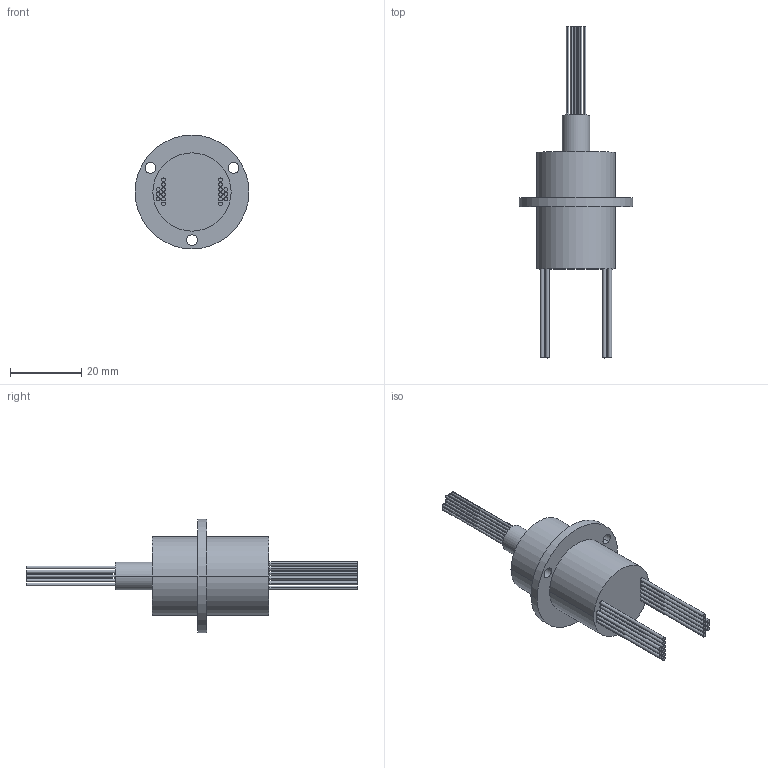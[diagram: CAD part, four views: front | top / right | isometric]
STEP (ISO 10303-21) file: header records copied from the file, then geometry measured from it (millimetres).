
FILE_DESCRIPTION((''),'2;1');
FILE_NAME('CA18X4AL','2011-10-18T',('MEGAUTO'),('MEGAUTO'),'PRO/ENGINEER BY PARAMETRIC TECHNOLOGY CORPORATION, 2007170','PRO/ENGINEER BY PARAMETRIC TECHNOLOGY CORPORATION, 2007170','');
FILE_SCHEMA(('CONFIG_CONTROL_DESIGN'));
Length unit declared in the file: millimetre
Products named in the file (1): CA18X4AL
Bounding box: 32 x 93.25 x 32 mm (x, y, z)
Volume: 14587.3 mm3; surface area: 6853 mm2
Topology: 1 solids, 1 shells, 127 faces, 258 edges, 172 vertices
Faces by surface type: cylinder 86, plane 41
Entity records: 3474 total; most frequent: DIRECTION 684, CARTESIAN_POINT 557, ORIENTED_EDGE 516, AXIS2_PLACEMENT_3D 299, EDGE_CURVE 258, VERTEX_POINT 172, EDGE_LOOP 172, CIRCLE 172
